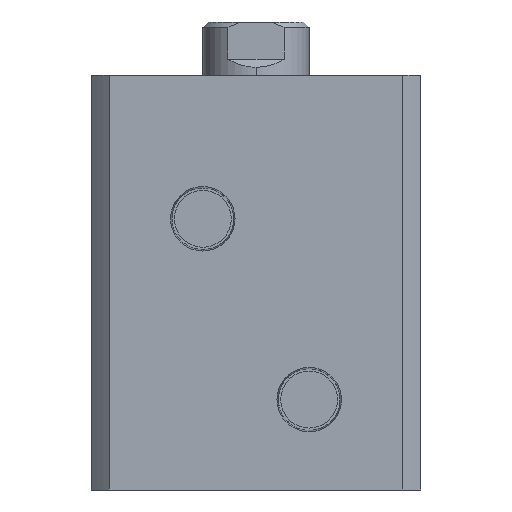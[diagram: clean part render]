
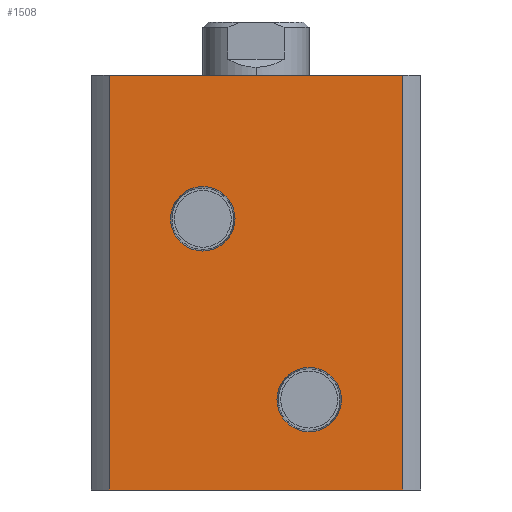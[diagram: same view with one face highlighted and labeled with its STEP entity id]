
A CAD part, left-side view. The second image highlights one B-rep face of the part: STEP entity #1508.
In plain terms, the highlighted planar face has unit normal (-1, 0, 0).
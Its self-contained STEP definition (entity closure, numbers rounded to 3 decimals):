
#13 = CARTESIAN_POINT ( 'NONE',  ( -31., 27.591, 78. ) ) ;
#55 = DIRECTION ( 'NONE',  ( 0., 0., -1. ) ) ;
#56 = DIRECTION ( 'NONE',  ( 0., -1., 0. ) ) ;
#57 = CARTESIAN_POINT ( 'NONE',  ( -31., -27.591, 78. ) ) ;
#58 = DIRECTION ( 'NONE',  ( 0., 0., -1. ) ) ;
#59 = CARTESIAN_POINT ( 'NONE',  ( -31., 0., 0. ) ) ;
#60 = DIRECTION ( 'NONE',  ( 0., -1., 0. ) ) ;
#62 = CARTESIAN_POINT ( 'NONE',  ( -31., -10., 17. ) ) ;
#63 = DIRECTION ( 'NONE',  ( -1., 0., 0. ) ) ;
#64 = DIRECTION ( 'NONE',  ( 0., 0., 1. ) ) ;
#65 = CARTESIAN_POINT ( 'NONE',  ( -31., 10., 51. ) ) ;
#66 = DIRECTION ( 'NONE',  ( -1., 0., 0. ) ) ;
#67 = DIRECTION ( 'NONE',  ( 0., 0., 1. ) ) ;
#301 = EDGE_LOOP ( 'NONE', ( #335, #337 ) ) ;
#319 = ORIENTED_EDGE ( 'NONE', *, *, #965, .T. ) ;
#324 = ORIENTED_EDGE ( 'NONE', *, *, #962, .T. ) ;
#325 = ORIENTED_EDGE ( 'NONE', *, *, #963, .F. ) ;
#326 = ORIENTED_EDGE ( 'NONE', *, *, #964, .F. ) ;
#328 = ORIENTED_EDGE ( 'NONE', *, *, #1112, .F. ) ;
#334 = ORIENTED_EDGE ( 'NONE', *, *, #966, .F. ) ;
#335 = ORIENTED_EDGE ( 'NONE', *, *, #967, .F. ) ;
#337 = ORIENTED_EDGE ( 'NONE', *, *, #1120, .F. ) ;
#542 = LINE ( 'NONE', #13, #549 ) ;
#547 = LINE ( 'NONE', #1450, #551 ) ;
#548 = CIRCLE ( 'NONE', #1136, 6.06 ) ;
#549 = VECTOR ( 'NONE', #55, 1000. ) ;
#550 = LINE ( 'NONE', #57, #553 ) ;
#551 = VECTOR ( 'NONE', #56, 1000. ) ;
#552 = LINE ( 'NONE', #59, #555 ) ;
#553 = VECTOR ( 'NONE', #58, 1000. ) ;
#554 = CIRCLE ( 'NONE', #1135, 6.06 ) ;
#555 = VECTOR ( 'NONE', #60, 1000. ) ;
#752 = CIRCLE ( 'NONE', #1213, 6.06 ) ;
#764 = CIRCLE ( 'NONE', #1217, 6.06 ) ;
#962 = EDGE_CURVE ( 'NONE', #3089, #3120, #542, .T. ) ;
#963 = EDGE_CURVE ( 'NONE', #3089, #3086, #547, .T. ) ;
#964 = EDGE_CURVE ( 'NONE', #3086, #3118, #550, .T. ) ;
#965 = EDGE_CURVE ( 'NONE', #3120, #3118, #552, .T. ) ;
#966 = EDGE_CURVE ( 'NONE', #3621, #3620, #554, .T. ) ;
#967 = EDGE_CURVE ( 'NONE', #3630, #3633, #548, .T. ) ;
#1112 = EDGE_CURVE ( 'NONE', #3620, #3621, #752, .T. ) ;
#1120 = EDGE_CURVE ( 'NONE', #3633, #3630, #764, .T. ) ;
#1135 = AXIS2_PLACEMENT_3D ( 'NONE', #62, #63, #64 ) ;
#1136 = AXIS2_PLACEMENT_3D ( 'NONE', #65, #66, #67 ) ;
#1213 = AXIS2_PLACEMENT_3D ( 'NONE', #2645, #2646, #2647 ) ;
#1217 = AXIS2_PLACEMENT_3D ( 'NONE', #2665, #2666, #2667 ) ;
#1280 = AXIS2_PLACEMENT_3D ( 'NONE', #1581, #1575, #1585 ) ;
#1450 = CARTESIAN_POINT ( 'NONE',  ( -31., 0., 78. ) ) ;
#1508 = ADVANCED_FACE ( 'NONE', ( #2135, #2138, #2117 ), #1583, .F. ) ;
#1575 = DIRECTION ( 'NONE',  ( 1., 0., 0. ) ) ;
#1581 = CARTESIAN_POINT ( 'NONE',  ( -31., 0., 78. ) ) ;
#1583 = PLANE ( 'NONE',  #1280 ) ;
#1585 = DIRECTION ( 'NONE',  ( 0., 0., -1. ) ) ;
#1814 = CARTESIAN_POINT ( 'NONE',  ( -31., -27.591, 78. ) ) ;
#1817 = CARTESIAN_POINT ( 'NONE',  ( -31., 27.591, 78. ) ) ;
#1846 = CARTESIAN_POINT ( 'NONE',  ( -31., -27.591, 0. ) ) ;
#1848 = CARTESIAN_POINT ( 'NONE',  ( -31., 27.591, 0. ) ) ;
#1862 = CARTESIAN_POINT ( 'NONE',  ( -31., 10., 57.06 ) ) ;
#1868 = CARTESIAN_POINT ( 'NONE',  ( -31., -10., 10.94 ) ) ;
#1872 = CARTESIAN_POINT ( 'NONE',  ( -31., -10., 23.06 ) ) ;
#1884 = CARTESIAN_POINT ( 'NONE',  ( -31., 10., 44.94 ) ) ;
#2117 = FACE_OUTER_BOUND ( 'NONE', #3512, .T. ) ;
#2135 = FACE_BOUND ( 'NONE', #301, .T. ) ;
#2138 = FACE_BOUND ( 'NONE', #3517, .T. ) ;
#2645 = CARTESIAN_POINT ( 'NONE',  ( -31., -10., 17. ) ) ;
#2646 = DIRECTION ( 'NONE',  ( -1., 0., 0. ) ) ;
#2647 = DIRECTION ( 'NONE',  ( 0., 0., 1. ) ) ;
#2665 = CARTESIAN_POINT ( 'NONE',  ( -31., 10., 51. ) ) ;
#2666 = DIRECTION ( 'NONE',  ( -1., 0., 0. ) ) ;
#2667 = DIRECTION ( 'NONE',  ( 0., 0., 1. ) ) ;
#3086 = VERTEX_POINT ( 'NONE', #1814 ) ;
#3089 = VERTEX_POINT ( 'NONE', #1817 ) ;
#3118 = VERTEX_POINT ( 'NONE', #1846 ) ;
#3120 = VERTEX_POINT ( 'NONE', #1848 ) ;
#3512 = EDGE_LOOP ( 'NONE', ( #319, #326, #325, #324 ) ) ;
#3517 = EDGE_LOOP ( 'NONE', ( #334, #328 ) ) ;
#3620 = VERTEX_POINT ( 'NONE', #1868 ) ;
#3621 = VERTEX_POINT ( 'NONE', #1872 ) ;
#3630 = VERTEX_POINT ( 'NONE', #1862 ) ;
#3633 = VERTEX_POINT ( 'NONE', #1884 ) ;
